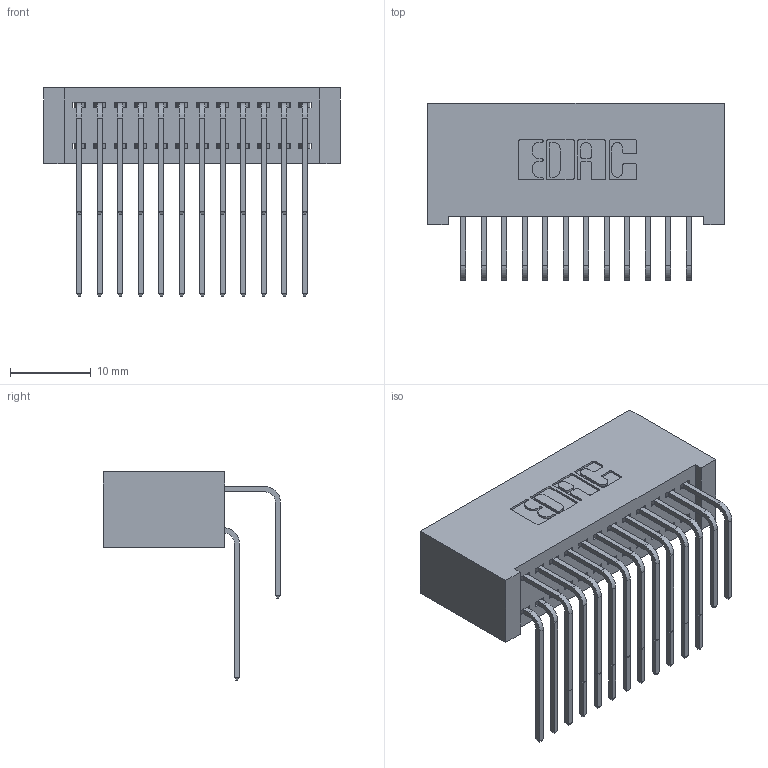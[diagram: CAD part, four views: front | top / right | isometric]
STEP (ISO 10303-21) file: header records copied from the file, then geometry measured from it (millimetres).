
FILE_DESCRIPTION (( 'STEP AP203' ), '1' );
FILE_NAME ('342-024-558-201.STEP', '2018-08-11T02:57:29', ( '' ), ( '' ), 'SwSTEP 2.0', 'SolidWorks 2016', '' );
FILE_SCHEMA (( 'CONFIG_CONTROL_DESIGN' ));
Length unit declared in the file: inch
Products named in the file (4): 342 Part_Lugless; 345-292-001_558 559 Tail - 1; 345-292-001_558 Tail - 2; 342-024-558-201
Assembly tree (25 placements, depth 2):
  342-024-558-201
    342 Part_Lugless
    345-292-001_558 559 Tail - 1  x12
    345-292-001_558 Tail - 2  x12
Bounding box: 36.73 x 21.91 x 25.78 mm (x, y, z)
Volume: 3736 mm3; surface area: 6414.6 mm2
Topology: 25 solids, 25 shells, 1398 faces, 4139 edges, 2726 vertices
Faces by surface type: plane 974, cylinder 424
Entity records: 12975 total; most frequent: CARTESIAN_POINT 2233, ORIENTED_EDGE 2118, DIRECTION 1935, EDGE_CURVE 1059, LINE 899, VECTOR 899, VERTEX_POINT 702, AXIS2_PLACEMENT_3D 518
